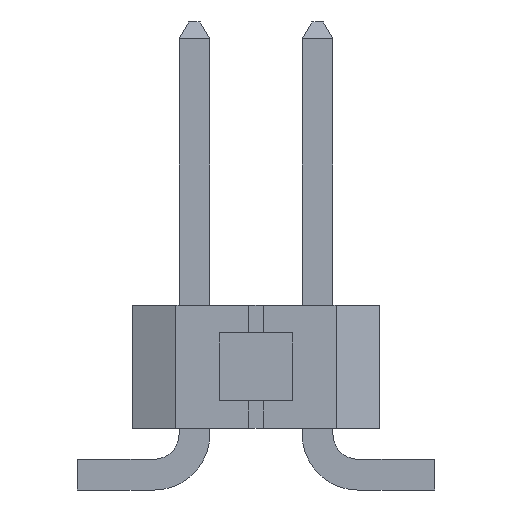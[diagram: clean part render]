
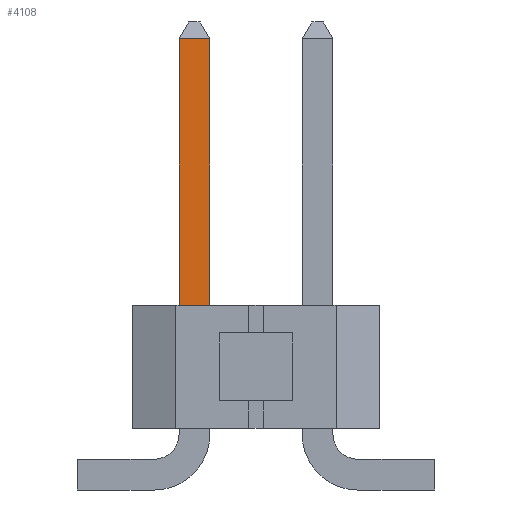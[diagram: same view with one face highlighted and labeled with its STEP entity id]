
A CAD part, left-side view. The second image highlights one B-rep face of the part: STEP entity #4108.
In plain terms, the highlighted planar face has unit normal (-1, 0, 0).
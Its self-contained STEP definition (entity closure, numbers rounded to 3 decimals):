
#737 = LINE ( 'NONE', #4663, #11681 ) ;
#822 = EDGE_CURVE ( 'NONE', #1191, #3059, #12481, .T. ) ;
#924 = VECTOR ( 'NONE', #1707, 1000. ) ;
#927 = LINE ( 'NONE', #13975, #6133 ) ;
#1191 = VERTEX_POINT ( 'NONE', #1429 ) ;
#1298 = LINE ( 'NONE', #11644, #924 ) ;
#1429 = CARTESIAN_POINT ( 'NONE',  ( -5.397, 0.953, 9.304 ) ) ;
#1707 = DIRECTION ( 'NONE',  ( 0., 1., 0. ) ) ;
#1728 = CARTESIAN_POINT ( 'NONE',  ( -5.397, 2.098, 1.145 ) ) ;
#1883 = EDGE_CURVE ( 'NONE', #3059, #11430, #927, .T. ) ;
#1959 = DIRECTION ( 'NONE',  ( 0., 1., 0. ) ) ;
#3059 = VERTEX_POINT ( 'NONE', #3277 ) ;
#3190 = EDGE_CURVE ( 'NONE', #1191, #8745, #1298, .T. ) ;
#3277 = CARTESIAN_POINT ( 'NONE',  ( -5.397, 0.953, 3.81 ) ) ;
#3539 = CARTESIAN_POINT ( 'NONE',  ( -5.397, 1.588, 3.81 ) ) ;
#4067 = PLANE ( 'NONE',  #7598 ) ;
#4108 = ADVANCED_FACE ( 'NONE', ( #11977 ), #4067, .F. ) ;
#4663 = CARTESIAN_POINT ( 'NONE',  ( -5.397, 1.588, 9.65 ) ) ;
#4822 = CARTESIAN_POINT ( 'NONE',  ( -5.397, 1.588, 9.304 ) ) ;
#5668 = EDGE_CURVE ( 'NONE', #11430, #8745, #737, .T. ) ;
#6133 = VECTOR ( 'NONE', #1959, 1000. ) ;
#6358 = CARTESIAN_POINT ( 'NONE',  ( -5.397, 0.953, 1.145 ) ) ;
#7356 = DIRECTION ( 'NONE',  ( 0., 0., 1. ) ) ;
#7598 = AXIS2_PLACEMENT_3D ( 'NONE', #1728, #13793, #10297 ) ;
#7868 = ORIENTED_EDGE ( 'NONE', *, *, #5668, .F. ) ;
#7961 = EDGE_LOOP ( 'NONE', ( #8246, #13989, #7868, #9251 ) ) ;
#8246 = ORIENTED_EDGE ( 'NONE', *, *, #822, .F. ) ;
#8745 = VERTEX_POINT ( 'NONE', #4822 ) ;
#9251 = ORIENTED_EDGE ( 'NONE', *, *, #1883, .F. ) ;
#10297 = DIRECTION ( 'NONE',  ( 0., 0., -1. ) ) ;
#11430 = VERTEX_POINT ( 'NONE', #3539 ) ;
#11644 = CARTESIAN_POINT ( 'NONE',  ( -5.397, 2.098, 9.304 ) ) ;
#11681 = VECTOR ( 'NONE', #7356, 1000. ) ;
#11977 = FACE_OUTER_BOUND ( 'NONE', #7961, .T. ) ;
#12481 = LINE ( 'NONE', #6358, #14365 ) ;
#13793 = DIRECTION ( 'NONE',  ( 1., 0., 0. ) ) ;
#13975 = CARTESIAN_POINT ( 'NONE',  ( -5.397, 0., 3.81 ) ) ;
#13989 = ORIENTED_EDGE ( 'NONE', *, *, #3190, .T. ) ;
#14365 = VECTOR ( 'NONE', #15081, 1000. ) ;
#15081 = DIRECTION ( 'NONE',  ( 0., 0., -1. ) ) ;
